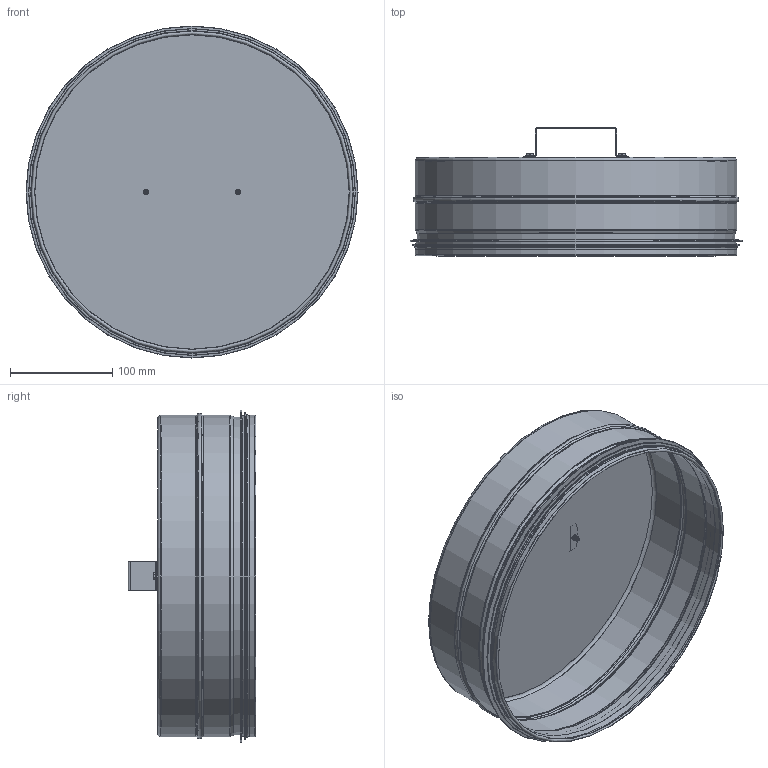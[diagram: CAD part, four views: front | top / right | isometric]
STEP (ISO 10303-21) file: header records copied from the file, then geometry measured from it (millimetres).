
FILE_DESCRIPTION((''),'2;1');
FILE_NAME('HÄLH-315.stp','2014-02-21T13:10:14',(''),(''),'Autodesk Inventor 2013','Autodesk Inventor 2013','');
FILE_SCHEMA(('AUTOMOTIVE_DESIGN { 1 2 10303 214 0 1 1 1 }'));
Length unit declared in the file: millimetre
Products named in the file (6): HÄLH-315; HÄL-315; HälRörämne-315; 999008; Handtag-75_1; Borrskruv_4,2x9,5
Assembly tree (6 placements, depth 3):
  HÄLH-315
    HÄL-315
      HälRörämne-315
      999008
    Handtag-75_1
    Borrskruv_4,2x9,5  x2
Bounding box: 324.25 x 125 x 324.25 mm (x, y, z)
Volume: 127885.7 mm3; surface area: 416661.1 mm2
Topology: 5 solids, 5 shells, 288 faces, 632 edges, 359 vertices
Faces by surface type: plane 127, cylinder 83, torus 38, cone 22, bspline 18
Full cylindrical faces by diameter (mm): 2 x1, 4 x2, 5.1 x2, 8.4 x2, 308.05 x1, 309.05 x1, 310.25 x1, 312.85 x6, 313.85 x3, 319.25 x1, 324.25 x1
Entity records: 5840 total; most frequent: CARTESIAN_POINT 1690, DIRECTION 848, ORIENTED_EDGE 704, EDGE_CURVE 352, AXIS2_PLACEMENT_3D 340, EDGE_LOOP 259, VERTEX_POINT 227, FACE_OUTER_BOUND 191
